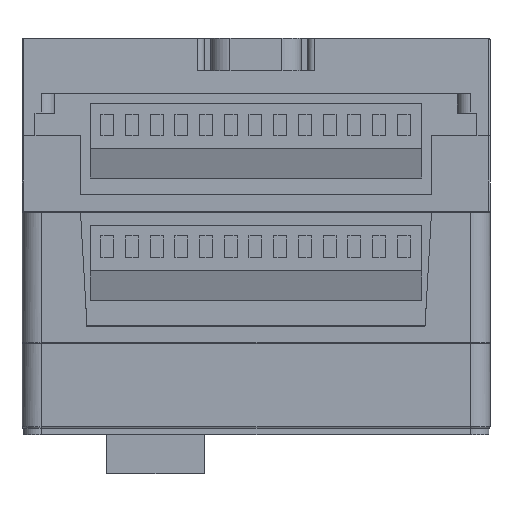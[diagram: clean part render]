
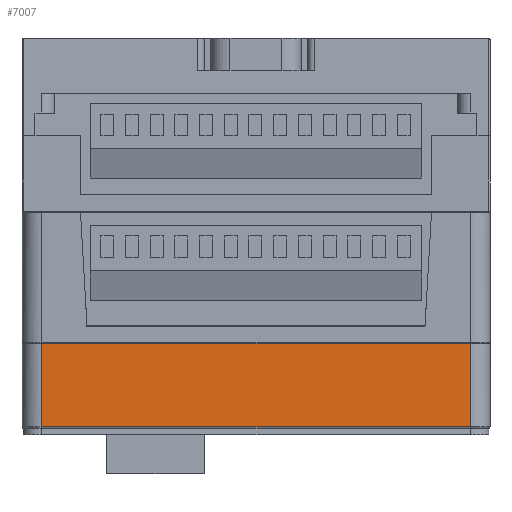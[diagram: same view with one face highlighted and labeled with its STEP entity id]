
A CAD part, front view. The second image highlights one B-rep face of the part: STEP entity #7007.
In plain terms, the highlighted planar face has unit normal (0, -1, -0.018).
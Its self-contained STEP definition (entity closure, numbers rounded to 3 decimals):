
#267 = CARTESIAN_POINT ( 'NONE',  ( 3., 165.52, -259.711 ) ) ;
#1819 = EDGE_CURVE ( 'NONE', #18720, #12758, #3499, .T. ) ;
#3051 = AXIS2_PLACEMENT_3D ( 'NONE', #13138, #11822, #13042 ) ;
#3499 = LINE ( 'NONE', #12718, #15962 ) ;
#3559 = VECTOR ( 'NONE', #7770, 1000. ) ;
#3903 = ORIENTED_EDGE ( 'NONE', *, *, #10122, .T. ) ;
#4338 = CARTESIAN_POINT ( 'NONE',  ( 3., 165.517, -259.514 ) ) ;
#5576 = VECTOR ( 'NONE', #10591, 1000. ) ;
#5578 = ORIENTED_EDGE ( 'NONE', *, *, #1819, .T. ) ;
#6459 = VERTEX_POINT ( 'NONE', #4338 ) ;
#6871 = PLANE ( 'NONE',  #3051 ) ;
#6931 = CARTESIAN_POINT ( 'NONE',  ( 69., 160.938, 2.809 ) ) ;
#7007 = ADVANCED_FACE ( 'NONE', ( #19519 ), #6871, .T. ) ;
#7770 = DIRECTION ( 'NONE',  ( 0., 0.017, -1. ) ) ;
#8070 = LINE ( 'NONE', #267, #3559 ) ;
#8075 = VECTOR ( 'NONE', #13102, 1000. ) ;
#9662 = LINE ( 'NONE', #6931, #8075 ) ;
#10122 = EDGE_CURVE ( 'NONE', #6459, #13084, #18386, .T. ) ;
#10591 = DIRECTION ( 'NONE',  ( 1., 0., 0. ) ) ;
#10923 = EDGE_LOOP ( 'NONE', ( #14572, #3903, #14749, #5578 ) ) ;
#11502 = DIRECTION ( 'NONE',  ( -1., 0., 0. ) ) ;
#11822 = DIRECTION ( 'NONE',  ( 0., -1., -0.017 ) ) ;
#12212 = CARTESIAN_POINT ( 'NONE',  ( 72., 165.517, -259.514 ) ) ;
#12460 = EDGE_CURVE ( 'NONE', #12758, #6459, #8070, .T. ) ;
#12718 = CARTESIAN_POINT ( 'NONE',  ( 72., 165.294, -246.711 ) ) ;
#12758 = VERTEX_POINT ( 'NONE', #19691 ) ;
#12994 = EDGE_CURVE ( 'NONE', #13084, #18720, #9662, .T. ) ;
#13042 = DIRECTION ( 'NONE',  ( 0., 0.017, -1. ) ) ;
#13084 = VERTEX_POINT ( 'NONE', #16340 ) ;
#13102 = DIRECTION ( 'NONE',  ( 0., -0.017, 1. ) ) ;
#13138 = CARTESIAN_POINT ( 'NONE',  ( 72., 160.938, 2.809 ) ) ;
#14572 = ORIENTED_EDGE ( 'NONE', *, *, #12460, .T. ) ;
#14749 = ORIENTED_EDGE ( 'NONE', *, *, #12994, .T. ) ;
#15571 = CARTESIAN_POINT ( 'NONE',  ( 69., 165.294, -246.711 ) ) ;
#15962 = VECTOR ( 'NONE', #11502, 1000. ) ;
#16340 = CARTESIAN_POINT ( 'NONE',  ( 69., 165.517, -259.514 ) ) ;
#18386 = LINE ( 'NONE', #12212, #5576 ) ;
#18720 = VERTEX_POINT ( 'NONE', #15571 ) ;
#19519 = FACE_OUTER_BOUND ( 'NONE', #10923, .T. ) ;
#19691 = CARTESIAN_POINT ( 'NONE',  ( 3., 165.294, -246.711 ) ) ;
